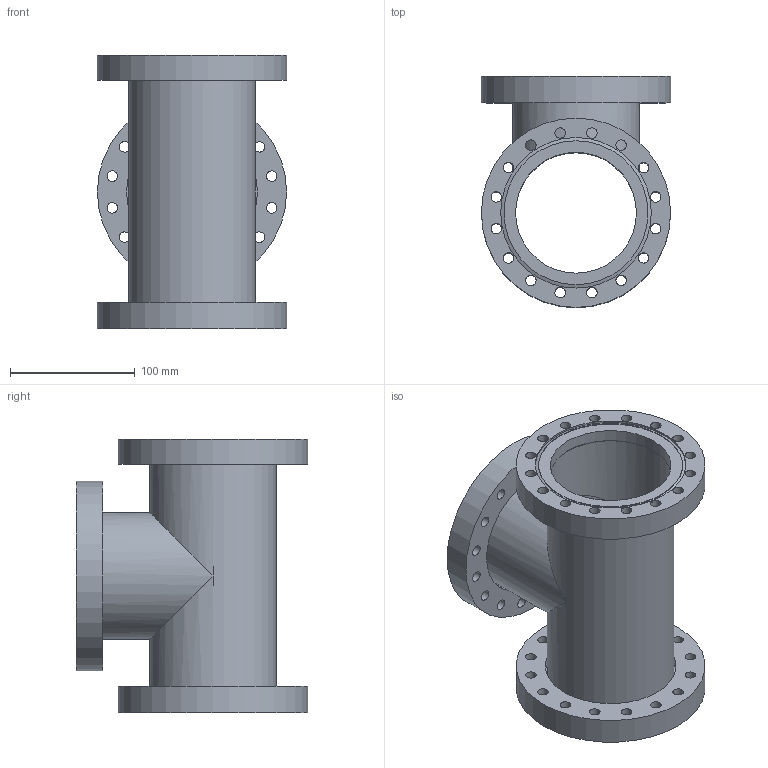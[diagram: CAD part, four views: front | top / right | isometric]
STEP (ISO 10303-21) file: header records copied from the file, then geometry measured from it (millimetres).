
FILE_DESCRIPTION((''),'2;1');
FILE_NAME('404040.stp','2008-05-16T15:38:02',('stelmach'),(''),'Autodesk Inventor 2008','Autodesk Inventor 2008','');
FILE_SCHEMA(('AUTOMOTIVE_DESIGN { 1 0 10303 214 1 1 1 1 }'));
Length unit declared in the file: inch
Products named in the file (7): 404040; 404040-001; 404040-002; 110026 (6.0 X 4.0 NR); 100026 (6.0 X 4.0 R); 100026 (6.0 X 4.0 INS); 100026 (6.0 X 4.0 REC)
Assembly tree (7 placements, depth 3):
  404040
    404040-001
    404040-002
    110026 (6.0 X 4.0 NR)
    100026 (6.0 X 4.0 R)  x2
      100026 (6.0 X 4.0 INS)
      100026 (6.0 X 4.0 REC)
Bounding box: 151.64 x 185.34 x 219.05 mm (x, y, z)
Volume: 720647.7 mm3; surface area: 316244.5 mm2
Topology: 7 solids, 7 shells, 101 faces, 285 edges, 201 vertices
Faces by surface type: bspline 48, cylinder 27, plane 23, cone 3
Full cylindrical faces by diameter (mm): 96.774 x2, 96.838 x1, 97.384 x2, 101.6 x2, 101.854 x3, 104.775 x2, 115.316 x3, 120.396 x2, 120.65 x3, 151.638 x3
Entity records: 2756 total; most frequent: CARTESIAN_POINT 1013, DIRECTION 320, ORIENTED_EDGE 228, EDGE_LOOP 200, AXIS2_PLACEMENT_3D 157, FACE_BOUND 129, EDGE_CURVE 114, VERTEX_POINT 106
